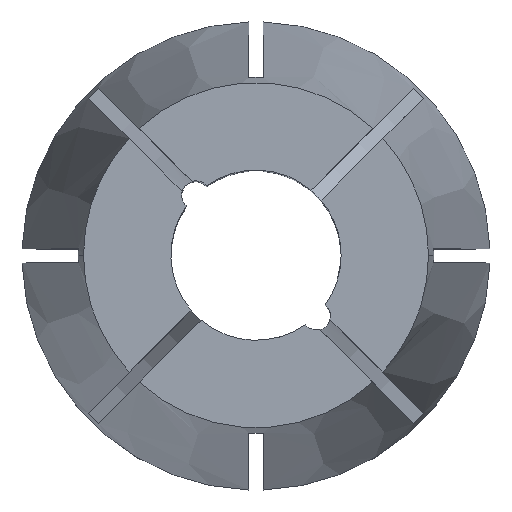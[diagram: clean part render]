
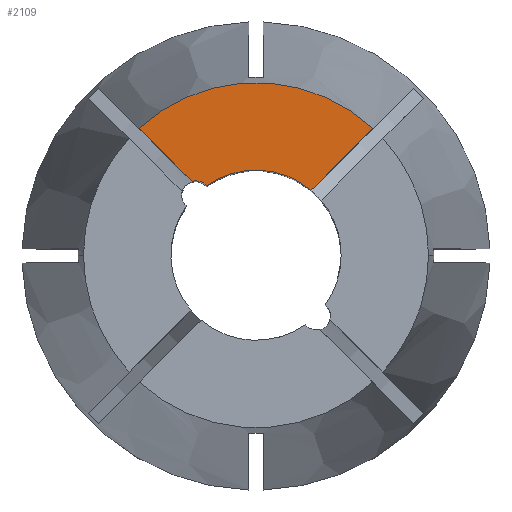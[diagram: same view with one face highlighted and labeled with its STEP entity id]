
A CAD part, top view. The second image highlights one B-rep face of the part: STEP entity #2109.
In plain terms, the highlighted planar face has unit normal (0, 0, 1).
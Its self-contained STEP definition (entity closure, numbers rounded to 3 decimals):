
#46 = CARTESIAN_POINT ( 'NONE',  ( 0., 0., 0. ) ) ;
#48 = CARTESIAN_POINT ( 'NONE',  ( 3.874, 4.581, 0. ) ) ;
#80 = ORIENTED_EDGE ( 'NONE', *, *, #1615, .T. ) ;
#121 = VERTEX_POINT ( 'NONE', #48 ) ;
#133 = VERTEX_POINT ( 'NONE', #901 ) ;
#211 = CARTESIAN_POINT ( 'NONE',  ( -4.243, 4.243, 0. ) ) ;
#216 = ORIENTED_EDGE ( 'NONE', *, *, #1727, .F. ) ;
#298 = ORIENTED_EDGE ( 'NONE', *, *, #567, .T. ) ;
#338 = AXIS2_PLACEMENT_3D ( 'NONE', #46, #555, #368 ) ;
#368 = DIRECTION ( 'NONE',  ( -1., 0., 0. ) ) ;
#443 = ORIENTED_EDGE ( 'NONE', *, *, #1586, .T. ) ;
#467 = CIRCLE ( 'NONE', #1036, 12.158 ) ;
#555 = DIRECTION ( 'NONE',  ( 0., 0., -1. ) ) ;
#567 = EDGE_CURVE ( 'NONE', #121, #133, #2034, .T. ) ;
#600 = CIRCLE ( 'NONE', #667, 1. ) ;
#639 = VECTOR ( 'NONE', #1868, 1000. ) ;
#667 = AXIS2_PLACEMENT_3D ( 'NONE', #211, #1522, #2078 ) ;
#732 = LINE ( 'NONE', #1308, #639 ) ;
#901 = CARTESIAN_POINT ( 'NONE',  ( 8.236, 8.943, 0. ) ) ;
#927 = VERTEX_POINT ( 'NONE', #2013 ) ;
#1036 = AXIS2_PLACEMENT_3D ( 'NONE', #1516, #1878, #1350 ) ;
#1062 = CARTESIAN_POINT ( 'NONE',  ( -4.501, 5.209, 0. ) ) ;
#1161 = AXIS2_PLACEMENT_3D ( 'NONE', #1914, #1739, #1717 ) ;
#1308 = CARTESIAN_POINT ( 'NONE',  ( 0.354, 0.354, 0. ) ) ;
#1350 = DIRECTION ( 'NONE',  ( 1., 0., 0. ) ) ;
#1452 = CIRCLE ( 'NONE', #1161, 6. ) ;
#1495 = EDGE_CURVE ( 'NONE', #121, #927, #1452, .T. ) ;
#1516 = CARTESIAN_POINT ( 'NONE',  ( 0., 0., 0. ) ) ;
#1522 = DIRECTION ( 'NONE',  ( 0., 0., 1. ) ) ;
#1586 = EDGE_CURVE ( 'NONE', #2130, #2047, #732, .T. ) ;
#1615 = EDGE_CURVE ( 'NONE', #133, #2130, #467, .T. ) ;
#1661 = CARTESIAN_POINT ( 'NONE',  ( -0.354, 0.354, 0. ) ) ;
#1689 = ORIENTED_EDGE ( 'NONE', *, *, #1495, .F. ) ;
#1694 = VECTOR ( 'NONE', #1770, 1000. ) ;
#1717 = DIRECTION ( 'NONE',  ( 1., 0., 0. ) ) ;
#1727 = EDGE_CURVE ( 'NONE', #927, #2047, #600, .T. ) ;
#1739 = DIRECTION ( 'NONE',  ( 0., 0., 1. ) ) ;
#1770 = DIRECTION ( 'NONE',  ( 0.707, 0.707, 0. ) ) ;
#1868 = DIRECTION ( 'NONE',  ( 0.707, -0.707, 0. ) ) ;
#1878 = DIRECTION ( 'NONE',  ( 0., 0., 1. ) ) ;
#1914 = CARTESIAN_POINT ( 'NONE',  ( 0., 0., 0. ) ) ;
#1963 = CARTESIAN_POINT ( 'NONE',  ( -8.236, 8.943, 0. ) ) ;
#2013 = CARTESIAN_POINT ( 'NONE',  ( -3.479, 4.888, 0. ) ) ;
#2034 = LINE ( 'NONE', #1661, #1694 ) ;
#2047 = VERTEX_POINT ( 'NONE', #1062 ) ;
#2078 = DIRECTION ( 'NONE',  ( -1., 0., 0. ) ) ;
#2109 = ADVANCED_FACE ( 'NONE', ( #2193 ), #2149, .F. ) ;
#2130 = VERTEX_POINT ( 'NONE', #1963 ) ;
#2149 = PLANE ( 'NONE',  #338 ) ;
#2164 = EDGE_LOOP ( 'NONE', ( #443, #216, #1689, #298, #80 ) ) ;
#2193 = FACE_OUTER_BOUND ( 'NONE', #2164, .T. ) ;
